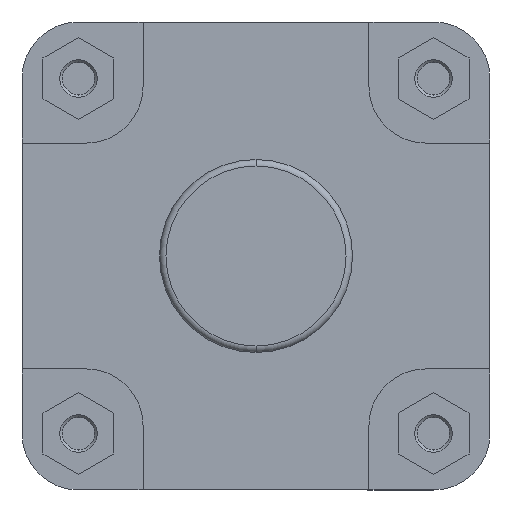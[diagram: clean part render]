
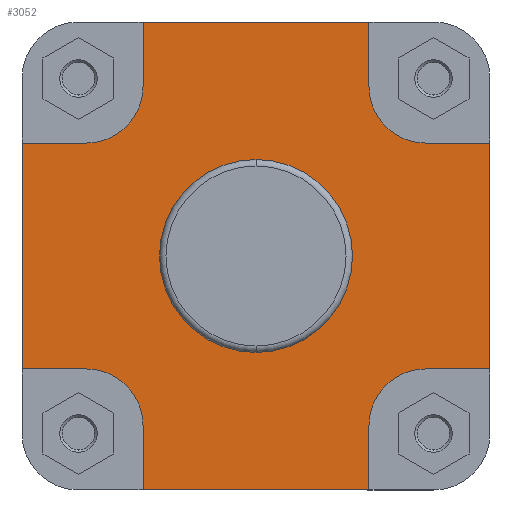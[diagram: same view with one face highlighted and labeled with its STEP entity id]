
A CAD part, left-side view. The second image highlights one B-rep face of the part: STEP entity #3052.
In plain terms, the highlighted planar face has unit normal (-1, 0, 0).
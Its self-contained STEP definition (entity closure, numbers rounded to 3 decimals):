
#35 = ORIENTED_EDGE ( 'NONE', *, *, #2365, .F. ) ;
#36 = ORIENTED_EDGE ( 'NONE', *, *, #2368, .F. ) ;
#37 = ORIENTED_EDGE ( 'NONE', *, *, #2298, .F. ) ;
#38 = ORIENTED_EDGE ( 'NONE', *, *, #2455, .F. ) ;
#39 = ORIENTED_EDGE ( 'NONE', *, *, #2321, .F. ) ;
#40 = ORIENTED_EDGE ( 'NONE', *, *, #2325, .F. ) ;
#41 = ORIENTED_EDGE ( 'NONE', *, *, #2417, .F. ) ;
#42 = ORIENTED_EDGE ( 'NONE', *, *, #2411, .F. ) ;
#43 = ORIENTED_EDGE ( 'NONE', *, *, #2413, .F. ) ;
#44 = ORIENTED_EDGE ( 'NONE', *, *, #2414, .F. ) ;
#45 = ORIENTED_EDGE ( 'NONE', *, *, #2415, .F. ) ;
#46 = ORIENTED_EDGE ( 'NONE', *, *, #2416, .T. ) ;
#47 = ORIENTED_EDGE ( 'NONE', *, *, #2441, .F. ) ;
#48 = ORIENTED_EDGE ( 'NONE', *, *, #2439, .F. ) ;
#49 = ORIENTED_EDGE ( 'NONE', *, *, #2394, .F. ) ;
#50 = ORIENTED_EDGE ( 'NONE', *, *, #2440, .T. ) ;
#51 = ORIENTED_EDGE ( 'NONE', *, *, #2426, .F. ) ;
#52 = ORIENTED_EDGE ( 'NONE', *, *, #2005, .F. ) ;
#584 = CIRCLE ( 'NONE', #2600, 29.9 ) ;
#1051 = LINE ( 'NONE', #6395, #1052 ) ;
#1052 = VECTOR ( 'NONE', #6396, 1000. ) ;
#1084 = LINE ( 'NONE', #6443, #1086 ) ;
#1086 = VECTOR ( 'NONE', #6455, 1000. ) ;
#1095 = CIRCLE ( 'NONE', #2711, 17.5 ) ;
#1684 = VERTEX_POINT ( 'NONE', #3855 ) ;
#1687 = VERTEX_POINT ( 'NONE', #3858 ) ;
#1737 = VERTEX_POINT ( 'NONE', #3908 ) ;
#1778 = VERTEX_POINT ( 'NONE', #3949 ) ;
#1785 = VERTEX_POINT ( 'NONE', #3956 ) ;
#1861 = VERTEX_POINT ( 'NONE', #4033 ) ;
#1871 = VERTEX_POINT ( 'NONE', #4043 ) ;
#2005 = EDGE_CURVE ( 'NONE', #1737, #1861, #584, .T. ) ;
#2298 = EDGE_CURVE ( 'NONE', #3718, #1687, #1051, .T. ) ;
#2321 = EDGE_CURVE ( 'NONE', #3717, #3716, #1084, .T. ) ;
#2325 = EDGE_CURVE ( 'NONE', #3716, #1684, #1095, .T. ) ;
#2365 = EDGE_CURVE ( 'NONE', #3709, #3719, #5085, .T. ) ;
#2368 = EDGE_CURVE ( 'NONE', #3719, #3718, #5093, .T. ) ;
#2394 = EDGE_CURVE ( 'NONE', #3710, #1871, #5133, .T. ) ;
#2411 = EDGE_CURVE ( 'NONE', #3715, #3714, #5170, .T. ) ;
#2413 = EDGE_CURVE ( 'NONE', #3714, #1778, #5174, .T. ) ;
#2414 = EDGE_CURVE ( 'NONE', #1778, #3713, #5179, .T. ) ;
#2415 = EDGE_CURVE ( 'NONE', #3713, #3712, #5160, .T. ) ;
#2416 = EDGE_CURVE ( 'NONE', #1785, #3712, #5180, .T. ) ;
#2417 = EDGE_CURVE ( 'NONE', #1684, #3715, #5178, .T. ) ;
#2426 = EDGE_CURVE ( 'NONE', #1861, #1737, #5194, .T. ) ;
#2439 = EDGE_CURVE ( 'NONE', #3711, #3710, #5215, .T. ) ;
#2440 = EDGE_CURVE ( 'NONE', #3709, #1871, #5214, .T. ) ;
#2441 = EDGE_CURVE ( 'NONE', #1785, #3711, #5216, .T. ) ;
#2455 = EDGE_CURVE ( 'NONE', #1687, #3717, #5242, .T. ) ;
#2600 = AXIS2_PLACEMENT_3D ( 'NONE', #4468, #4469, #4470 ) ;
#2711 = AXIS2_PLACEMENT_3D ( 'NONE', #6454, #6463, #6464 ) ;
#2732 = AXIS2_PLACEMENT_3D ( 'NONE', #6552, #6559, #6560 ) ;
#2739 = AXIS2_PLACEMENT_3D ( 'NONE', #6655, #6656, #6657 ) ;
#2745 = AXIS2_PLACEMENT_3D ( 'NONE', #6678, #6685, #6686 ) ;
#2753 = AXIS2_PLACEMENT_3D ( 'NONE', #6712, #6721, #6722 ) ;
#2798 = AXIS2_PLACEMENT_3D ( 'NONE', #6932, #6942, #6943 ) ;
#3052 = ADVANCED_FACE ( 'NONE', ( #5352, #5332 ), #6941, .F. ) ;
#3597 = EDGE_LOOP ( 'NONE', ( #50, #49, #48, #47, #46, #45, #44, #43, #42, #41, #40, #39, #38, #37, #36, #35 ) ) ;
#3621 = EDGE_LOOP ( 'NONE', ( #52, #51 ) ) ;
#3709 = VERTEX_POINT ( 'NONE', #7221 ) ;
#3710 = VERTEX_POINT ( 'NONE', #7212 ) ;
#3711 = VERTEX_POINT ( 'NONE', #7222 ) ;
#3712 = VERTEX_POINT ( 'NONE', #7223 ) ;
#3713 = VERTEX_POINT ( 'NONE', #7224 ) ;
#3714 = VERTEX_POINT ( 'NONE', #7225 ) ;
#3715 = VERTEX_POINT ( 'NONE', #7226 ) ;
#3716 = VERTEX_POINT ( 'NONE', #7227 ) ;
#3717 = VERTEX_POINT ( 'NONE', #7228 ) ;
#3718 = VERTEX_POINT ( 'NONE', #7229 ) ;
#3719 = VERTEX_POINT ( 'NONE', #7230 ) ;
#3855 = CARTESIAN_POINT ( 'NONE',  ( 46., 35., 52.5 ) ) ;
#3858 = CARTESIAN_POINT ( 'NONE',  ( 46., 72.5, -35. ) ) ;
#3908 = CARTESIAN_POINT ( 'NONE',  ( 46., 0., 29.9 ) ) ;
#3949 = CARTESIAN_POINT ( 'NONE',  ( 46., -35., 52.5 ) ) ;
#3956 = CARTESIAN_POINT ( 'NONE',  ( 46., -72.5, -35. ) ) ;
#4033 = CARTESIAN_POINT ( 'NONE',  ( 46., 0., -29.9 ) ) ;
#4043 = CARTESIAN_POINT ( 'NONE',  ( 46., -35., -72.5 ) ) ;
#4468 = CARTESIAN_POINT ( 'NONE',  ( 46., 0., 0. ) ) ;
#4469 = DIRECTION ( 'NONE',  ( -1., 0., 0. ) ) ;
#4470 = DIRECTION ( 'NONE',  ( 0., 0., 1. ) ) ;
#5085 = LINE ( 'NONE', #6550, #5086 ) ;
#5086 = VECTOR ( 'NONE', #6551, 1000. ) ;
#5093 = CIRCLE ( 'NONE', #2732, 17.5 ) ;
#5133 = LINE ( 'NONE', #6612, #5138 ) ;
#5138 = VECTOR ( 'NONE', #6615, 1000. ) ;
#5147 = VECTOR ( 'NONE', #6659, 1000. ) ;
#5160 = LINE ( 'NONE', #6658, #5147 ) ;
#5170 = LINE ( 'NONE', #6648, #5171 ) ;
#5171 = VECTOR ( 'NONE', #6649, 1000. ) ;
#5174 = LINE ( 'NONE', #6653, #5175 ) ;
#5175 = VECTOR ( 'NONE', #6654, 1000. ) ;
#5178 = LINE ( 'NONE', #6652, #5182 ) ;
#5179 = CIRCLE ( 'NONE', #2739, 17.5 ) ;
#5180 = LINE ( 'NONE', #6660, #5181 ) ;
#5181 = VECTOR ( 'NONE', #6661, 1000. ) ;
#5182 = VECTOR ( 'NONE', #6663, 1000. ) ;
#5194 = CIRCLE ( 'NONE', #2745, 29.9 ) ;
#5208 = VECTOR ( 'NONE', #6724, 1000. ) ;
#5214 = LINE ( 'NONE', #6717, #5208 ) ;
#5215 = CIRCLE ( 'NONE', #2753, 17.5 ) ;
#5216 = LINE ( 'NONE', #6725, #5217 ) ;
#5217 = VECTOR ( 'NONE', #6726, 1000. ) ;
#5242 = LINE ( 'NONE', #6754, #5243 ) ;
#5243 = VECTOR ( 'NONE', #6755, 1000. ) ;
#5332 = FACE_OUTER_BOUND ( 'NONE', #3597, .T. ) ;
#5352 = FACE_BOUND ( 'NONE', #3621, .T. ) ;
#6395 = CARTESIAN_POINT ( 'NONE',  ( 46., 52.5, -35. ) ) ;
#6396 = DIRECTION ( 'NONE',  ( 0., 1., 0. ) ) ;
#6443 = CARTESIAN_POINT ( 'NONE',  ( 46., 72.5, 35. ) ) ;
#6454 = CARTESIAN_POINT ( 'NONE',  ( 46., 52.5, 52.5 ) ) ;
#6455 = DIRECTION ( 'NONE',  ( 0., -1., 0. ) ) ;
#6463 = DIRECTION ( 'NONE',  ( -1., 0., 0. ) ) ;
#6464 = DIRECTION ( 'NONE',  ( 0., 0., -1. ) ) ;
#6550 = CARTESIAN_POINT ( 'NONE',  ( 46., 35., -72.5 ) ) ;
#6551 = DIRECTION ( 'NONE',  ( 0., 0., 1. ) ) ;
#6552 = CARTESIAN_POINT ( 'NONE',  ( 46., 52.5, -52.5 ) ) ;
#6559 = DIRECTION ( 'NONE',  ( -1., 0., 0. ) ) ;
#6560 = DIRECTION ( 'NONE',  ( 0., 0., -1. ) ) ;
#6612 = CARTESIAN_POINT ( 'NONE',  ( 46., -35., -52.5 ) ) ;
#6615 = DIRECTION ( 'NONE',  ( 0., 0., -1. ) ) ;
#6648 = CARTESIAN_POINT ( 'NONE',  ( 46., -159.641, 72.5 ) ) ;
#6649 = DIRECTION ( 'NONE',  ( 0., -1., 0. ) ) ;
#6652 = CARTESIAN_POINT ( 'NONE',  ( 46., 35., 52.5 ) ) ;
#6653 = CARTESIAN_POINT ( 'NONE',  ( 46., -35., 72.5 ) ) ;
#6654 = DIRECTION ( 'NONE',  ( 0., 0., -1. ) ) ;
#6655 = CARTESIAN_POINT ( 'NONE',  ( 46., -52.5, 52.5 ) ) ;
#6656 = DIRECTION ( 'NONE',  ( -1., 0., 0. ) ) ;
#6657 = DIRECTION ( 'NONE',  ( 0., 0., -1. ) ) ;
#6658 = CARTESIAN_POINT ( 'NONE',  ( 46., -52.5, 35. ) ) ;
#6659 = DIRECTION ( 'NONE',  ( 0., -1., 0. ) ) ;
#6660 = CARTESIAN_POINT ( 'NONE',  ( 46., -72.5, 0. ) ) ;
#6661 = DIRECTION ( 'NONE',  ( 0., 0., 1. ) ) ;
#6663 = DIRECTION ( 'NONE',  ( 0., 0., 1. ) ) ;
#6678 = CARTESIAN_POINT ( 'NONE',  ( 46., 0., 0. ) ) ;
#6685 = DIRECTION ( 'NONE',  ( -1., 0., 0. ) ) ;
#6686 = DIRECTION ( 'NONE',  ( 0., 0., 1. ) ) ;
#6712 = CARTESIAN_POINT ( 'NONE',  ( 46., -52.5, -52.5 ) ) ;
#6717 = CARTESIAN_POINT ( 'NONE',  ( 46., -159.641, -72.5 ) ) ;
#6721 = DIRECTION ( 'NONE',  ( -1., 0., 0. ) ) ;
#6722 = DIRECTION ( 'NONE',  ( 0., 0., -1. ) ) ;
#6724 = DIRECTION ( 'NONE',  ( 0., -1., 0. ) ) ;
#6725 = CARTESIAN_POINT ( 'NONE',  ( 46., -72.5, -35. ) ) ;
#6726 = DIRECTION ( 'NONE',  ( 0., 1., 0. ) ) ;
#6754 = CARTESIAN_POINT ( 'NONE',  ( 46., 72.5, 0. ) ) ;
#6755 = DIRECTION ( 'NONE',  ( 0., 0., 1. ) ) ;
#6932 = CARTESIAN_POINT ( 'NONE',  ( 46., 29.9, 0. ) ) ;
#6941 = PLANE ( 'NONE',  #2798 ) ;
#6942 = DIRECTION ( 'NONE',  ( 1., 0., 0. ) ) ;
#6943 = DIRECTION ( 'NONE',  ( 0., 0., -1. ) ) ;
#7212 = CARTESIAN_POINT ( 'NONE',  ( 46., -35., -52.5 ) ) ;
#7221 = CARTESIAN_POINT ( 'NONE',  ( 46., 35., -72.5 ) ) ;
#7222 = CARTESIAN_POINT ( 'NONE',  ( 46., -52.5, -35. ) ) ;
#7223 = CARTESIAN_POINT ( 'NONE',  ( 46., -72.5, 35. ) ) ;
#7224 = CARTESIAN_POINT ( 'NONE',  ( 46., -52.5, 35. ) ) ;
#7225 = CARTESIAN_POINT ( 'NONE',  ( 46., -35., 72.5 ) ) ;
#7226 = CARTESIAN_POINT ( 'NONE',  ( 46., 35., 72.5 ) ) ;
#7227 = CARTESIAN_POINT ( 'NONE',  ( 46., 52.5, 35. ) ) ;
#7228 = CARTESIAN_POINT ( 'NONE',  ( 46., 72.5, 35. ) ) ;
#7229 = CARTESIAN_POINT ( 'NONE',  ( 46., 52.5, -35. ) ) ;
#7230 = CARTESIAN_POINT ( 'NONE',  ( 46., 35., -52.5 ) ) ;
